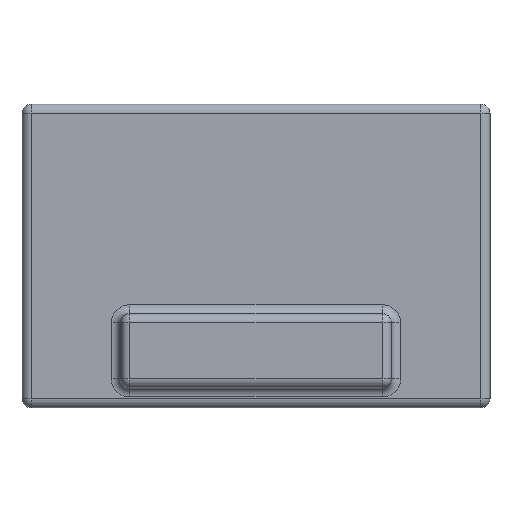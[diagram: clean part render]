
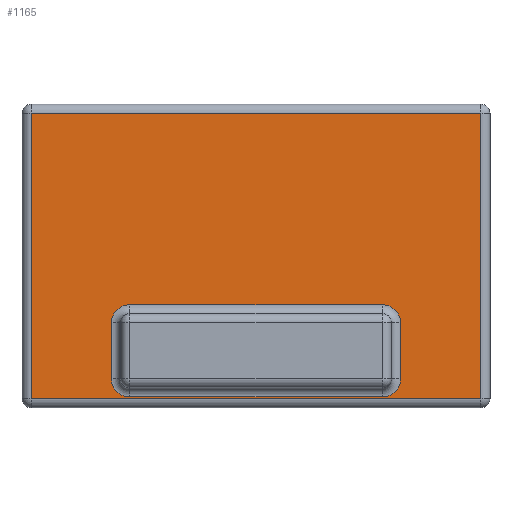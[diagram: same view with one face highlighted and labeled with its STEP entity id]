
A CAD part, front view. The second image highlights one B-rep face of the part: STEP entity #1165.
In plain terms, the highlighted planar face has unit normal (0, -1, 0).
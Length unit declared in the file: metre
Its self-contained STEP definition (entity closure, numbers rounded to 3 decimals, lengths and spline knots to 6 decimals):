
#82=CIRCLE('',#1266,0.001);
#83=CIRCLE('',#1267,0.001);
#84=CIRCLE('',#1268,0.001);
#85=CIRCLE('',#1269,0.001);
#176=ORIENTED_EDGE('',*,*,#532,.T.);
#177=ORIENTED_EDGE('',*,*,#533,.T.);
#178=ORIENTED_EDGE('',*,*,#534,.T.);
#179=ORIENTED_EDGE('',*,*,#535,.T.);
#180=ORIENTED_EDGE('',*,*,#536,.F.);
#181=ORIENTED_EDGE('',*,*,#537,.T.);
#182=ORIENTED_EDGE('',*,*,#538,.F.);
#183=ORIENTED_EDGE('',*,*,#539,.T.);
#184=ORIENTED_EDGE('',*,*,#540,.F.);
#185=ORIENTED_EDGE('',*,*,#541,.T.);
#186=ORIENTED_EDGE('',*,*,#542,.F.);
#187=ORIENTED_EDGE('',*,*,#543,.T.);
#532=EDGE_CURVE('',#710,#711,#804,.T.);
#533=EDGE_CURVE('',#711,#712,#805,.T.);
#534=EDGE_CURVE('',#712,#713,#806,.F.);
#535=EDGE_CURVE('',#713,#710,#807,.F.);
#536=EDGE_CURVE('',#714,#715,#82,.T.);
#537=EDGE_CURVE('',#714,#716,#808,.T.);
#538=EDGE_CURVE('',#717,#716,#83,.T.);
#539=EDGE_CURVE('',#717,#718,#809,.T.);
#540=EDGE_CURVE('',#719,#718,#84,.T.);
#541=EDGE_CURVE('',#719,#720,#810,.F.);
#542=EDGE_CURVE('',#721,#720,#85,.T.);
#543=EDGE_CURVE('',#721,#715,#811,.F.);
#710=VERTEX_POINT('',#1897);
#711=VERTEX_POINT('',#1898);
#712=VERTEX_POINT('',#1900);
#713=VERTEX_POINT('',#1902);
#714=VERTEX_POINT('',#1905);
#715=VERTEX_POINT('',#1906);
#716=VERTEX_POINT('',#1908);
#717=VERTEX_POINT('',#1910);
#718=VERTEX_POINT('',#1912);
#719=VERTEX_POINT('',#1914);
#720=VERTEX_POINT('',#1916);
#721=VERTEX_POINT('',#1918);
#804=LINE('',#1896,#888);
#805=LINE('',#1899,#889);
#806=LINE('',#1901,#890);
#807=LINE('',#1903,#891);
#808=LINE('',#1907,#892);
#809=LINE('',#1911,#893);
#810=LINE('',#1915,#894);
#811=LINE('',#1919,#895);
#888=VECTOR('',#1450,1.);
#889=VECTOR('',#1451,1.);
#890=VECTOR('',#1452,1.);
#891=VECTOR('',#1453,1.);
#892=VECTOR('',#1456,1.);
#893=VECTOR('',#1459,1.);
#894=VECTOR('',#1462,1.);
#895=VECTOR('',#1465,1.);
#972=EDGE_LOOP('',(#176,#177,#178,#179));
#973=EDGE_LOOP('',(#180,#181,#182,#183,#184,#185,#186,#187));
#1060=FACE_BOUND('',#972,.T.);
#1061=FACE_BOUND('',#973,.T.);
#1148=PLANE('',#1265);
#1165=ADVANCED_FACE('',(#1060,#1061),#1148,.T.);
#1265=AXIS2_PLACEMENT_3D('',#1895,#1448,#1449);
#1266=AXIS2_PLACEMENT_3D('',#1904,#1454,#1455);
#1267=AXIS2_PLACEMENT_3D('',#1909,#1457,#1458);
#1268=AXIS2_PLACEMENT_3D('',#1913,#1460,#1461);
#1269=AXIS2_PLACEMENT_3D('',#1917,#1463,#1464);
#1448=DIRECTION('',(0.,-1.,0.));
#1449=DIRECTION('',(1.,0.,0.));
#1450=DIRECTION('',(0.,0.,1.));
#1451=DIRECTION('',(-1.,0.,0.));
#1452=DIRECTION('',(0.,0.,1.));
#1453=DIRECTION('',(-1.,0.,0.));
#1454=DIRECTION('',(0.,-1.,0.));
#1455=DIRECTION('',(0.,0.,-1.));
#1456=DIRECTION('',(-1.,0.,0.));
#1457=DIRECTION('',(0.,-1.,0.));
#1458=DIRECTION('',(0.,0.,-1.));
#1459=DIRECTION('',(0.,0.,1.));
#1460=DIRECTION('',(0.,-1.,0.));
#1461=DIRECTION('',(0.,0.,-1.));
#1462=DIRECTION('',(-1.,0.,0.));
#1463=DIRECTION('',(0.,-1.,0.));
#1464=DIRECTION('',(0.,0.,-1.));
#1465=DIRECTION('',(0.,0.,1.));
#1895=CARTESIAN_POINT('',(0.,-0.0074,0.));
#1896=CARTESIAN_POINT('',(0.01245,-0.0074,0.0114));
#1897=CARTESIAN_POINT('',(0.01245,-0.0074,-0.0049));
#1898=CARTESIAN_POINT('',(0.01245,-0.0074,0.0109));
#1899=CARTESIAN_POINT('',(0.,-0.0074,0.0109));
#1900=CARTESIAN_POINT('',(-0.01245,-0.0074,0.0109));
#1901=CARTESIAN_POINT('',(-0.01245,-0.0074,0.));
#1902=CARTESIAN_POINT('',(-0.01245,-0.0074,-0.0049));
#1903=CARTESIAN_POINT('',(0.,-0.0074,-0.0049));
#1904=CARTESIAN_POINT('',(0.007,-0.0074,-0.0038));
#1905=CARTESIAN_POINT('',(0.007,-0.0074,-0.0048));
#1906=CARTESIAN_POINT('',(0.008,-0.0074,-0.0038));
#1907=CARTESIAN_POINT('',(-0.0075,-0.0074,-0.0048));
#1908=CARTESIAN_POINT('',(-0.007,-0.0074,-0.0048));
#1909=CARTESIAN_POINT('',(-0.007,-0.0074,-0.0038));
#1910=CARTESIAN_POINT('',(-0.008,-0.0074,-0.0038));
#1911=CARTESIAN_POINT('',(-0.008,-0.0074,-0.0002));
#1912=CARTESIAN_POINT('',(-0.008,-0.0074,-0.0007));
#1913=CARTESIAN_POINT('',(-0.007,-0.0074,-0.0007));
#1914=CARTESIAN_POINT('',(-0.007,-0.0074,0.0003));
#1915=CARTESIAN_POINT('',(0.,-0.0074,0.0003));
#1916=CARTESIAN_POINT('',(0.007,-0.0074,0.0003));
#1917=CARTESIAN_POINT('',(0.007,-0.0074,-0.0007));
#1918=CARTESIAN_POINT('',(0.008,-0.0074,-0.0007));
#1919=CARTESIAN_POINT('',(0.008,-0.0074,0.));
